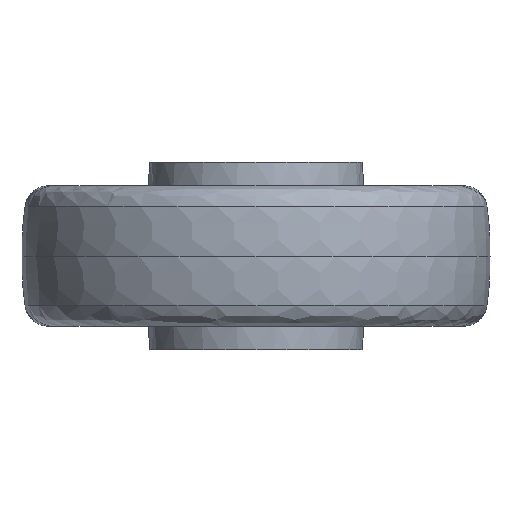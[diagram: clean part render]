
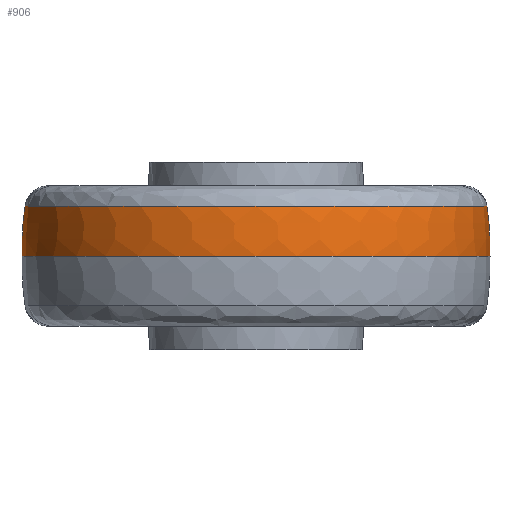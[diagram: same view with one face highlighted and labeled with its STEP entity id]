
A CAD part, front view. The second image highlights one B-rep face of the part: STEP entity #906.
In plain terms, the highlighted toroidal (fillet/blend) face has major radius 24.98 mm and minor radius 100 mm.
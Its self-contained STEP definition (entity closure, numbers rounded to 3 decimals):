
#78 = CIRCLE ( 'NONE', #7543, 100. ) ;
#740 = DIRECTION ( 'NONE',  ( -1., 0., 0. ) ) ;
#752 = AXIS2_PLACEMENT_3D ( 'NONE', #4495, #3865, #6893 ) ;
#906 = ADVANCED_FACE ( 'NONE', ( #6987 ), #3056, .T. ) ;
#1007 = CARTESIAN_POINT ( 'NONE',  ( 0., 0., 16.007 ) ) ;
#1335 = DIRECTION ( 'NONE',  ( 0., 0., -1. ) ) ;
#1372 = DIRECTION ( 'NONE',  ( -1., 0., 0. ) ) ;
#1455 = ORIENTED_EDGE ( 'NONE', *, *, #5277, .T. ) ;
#1609 = DIRECTION ( 'NONE',  ( -1., 0., 0. ) ) ;
#1670 = EDGE_LOOP ( 'NONE', ( #6684, #1455, #6481, #2221 ) ) ;
#1799 = VERTEX_POINT ( 'NONE', #4337 ) ;
#1828 = DIRECTION ( 'NONE',  ( 0., 0., -1. ) ) ;
#1912 = CARTESIAN_POINT ( 'NONE',  ( 74.038, 0., 16.007 ) ) ;
#2221 = ORIENTED_EDGE ( 'NONE', *, *, #2386, .F. ) ;
#2274 = VERTEX_POINT ( 'NONE', #5917 ) ;
#2386 = EDGE_CURVE ( 'NONE', #6485, #1799, #3349, .T. ) ;
#2437 = EDGE_CURVE ( 'NONE', #2274, #1799, #78, .T. ) ;
#3010 = DIRECTION ( 'NONE',  ( 0., -1., 0. ) ) ;
#3056 = TOROIDAL_SURFACE ( 'NONE', #752, -24.98, 100. ) ;
#3281 = VERTEX_POINT ( 'NONE', #1912 ) ;
#3349 = CIRCLE ( 'NONE', #4441, 75. ) ;
#3716 = AXIS2_PLACEMENT_3D ( 'NONE', #4608, #4122, #740 ) ;
#3865 = DIRECTION ( 'NONE',  ( 0., 0., -1. ) ) ;
#3967 = AXIS2_PLACEMENT_3D ( 'NONE', #1007, #5094, #1609 ) ;
#4053 = EDGE_CURVE ( 'NONE', #3281, #6485, #7016, .T. ) ;
#4122 = DIRECTION ( 'NONE',  ( 0., 1., 0. ) ) ;
#4153 = CARTESIAN_POINT ( 'NONE',  ( 75., 0., 0. ) ) ;
#4337 = CARTESIAN_POINT ( 'NONE',  ( -75., 0., 0. ) ) ;
#4441 = AXIS2_PLACEMENT_3D ( 'NONE', #5152, #1335, #1372 ) ;
#4495 = CARTESIAN_POINT ( 'NONE',  ( 0., 0., 2.024 ) ) ;
#4608 = CARTESIAN_POINT ( 'NONE',  ( -24.98, 0., 2.024 ) ) ;
#5094 = DIRECTION ( 'NONE',  ( 0., 0., -1. ) ) ;
#5152 = CARTESIAN_POINT ( 'NONE',  ( 0., 0., 0. ) ) ;
#5277 = EDGE_CURVE ( 'NONE', #3281, #2274, #6304, .T. ) ;
#5469 = CARTESIAN_POINT ( 'NONE',  ( 24.98, 0., 2.024 ) ) ;
#5917 = CARTESIAN_POINT ( 'NONE',  ( -74.038, 0., 16.007 ) ) ;
#6304 = CIRCLE ( 'NONE', #3967, 74.038 ) ;
#6481 = ORIENTED_EDGE ( 'NONE', *, *, #2437, .T. ) ;
#6485 = VERTEX_POINT ( 'NONE', #4153 ) ;
#6684 = ORIENTED_EDGE ( 'NONE', *, *, #4053, .F. ) ;
#6893 = DIRECTION ( 'NONE',  ( -1., 0., 0. ) ) ;
#6987 = FACE_OUTER_BOUND ( 'NONE', #1670, .T. ) ;
#7016 = CIRCLE ( 'NONE', #3716, 100. ) ;
#7543 = AXIS2_PLACEMENT_3D ( 'NONE', #5469, #3010, #1828 ) ;
